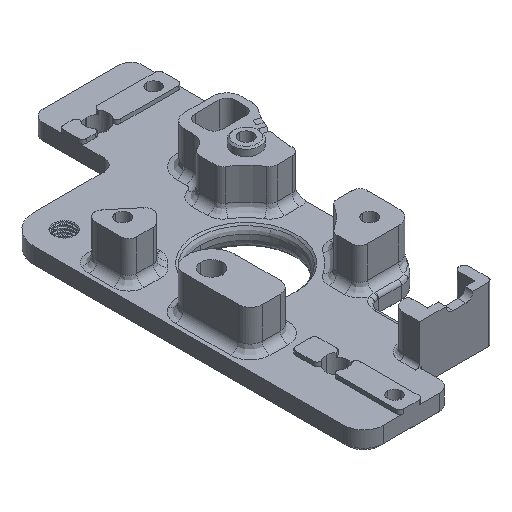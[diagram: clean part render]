
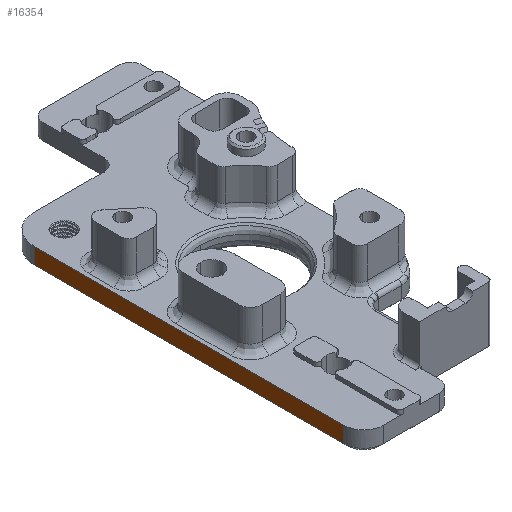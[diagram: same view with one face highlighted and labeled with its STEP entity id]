
A CAD part, isometric view. The second image highlights one B-rep face of the part: STEP entity #16354.
In plain terms, the highlighted planar face has unit normal (-1, 0, 0).
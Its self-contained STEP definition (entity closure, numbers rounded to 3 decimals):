
#5 = LINE ( 'NONE', #17221, #11232 ) ;
#325 = LINE ( 'NONE', #9501, #1698 ) ;
#556 = VERTEX_POINT ( 'NONE', #8943 ) ;
#641 = VECTOR ( 'NONE', #17430, 1000. ) ;
#1625 = VERTEX_POINT ( 'NONE', #7291 ) ;
#1698 = VECTOR ( 'NONE', #15800, 1000. ) ;
#2037 = EDGE_LOOP ( 'NONE', ( #9857, #15185, #5293, #10252 ) ) ;
#4184 = DIRECTION ( 'NONE',  ( -1., 0., 0. ) ) ;
#4456 = EDGE_CURVE ( 'NONE', #556, #17912, #15887, .T. ) ;
#4587 = LINE ( 'NONE', #13986, #17278 ) ;
#5293 = ORIENTED_EDGE ( 'NONE', *, *, #4456, .F. ) ;
#5315 = FACE_OUTER_BOUND ( 'NONE', #2037, .T. ) ;
#6308 = EDGE_CURVE ( 'NONE', #19842, #17912, #5, .T. ) ;
#6466 = DIRECTION ( 'NONE',  ( 0., 0., -1. ) ) ;
#7291 = CARTESIAN_POINT ( 'NONE',  ( 32.077, -46.477, -21.388 ) ) ;
#7606 = CARTESIAN_POINT ( 'NONE',  ( 32.077, 31.197, -25.388 ) ) ;
#7729 = AXIS2_PLACEMENT_3D ( 'NONE', #16369, #4184, #8923 ) ;
#7931 = EDGE_CURVE ( 'NONE', #1625, #556, #325, .T. ) ;
#8923 = DIRECTION ( 'NONE',  ( 0., 0., 1. ) ) ;
#8943 = CARTESIAN_POINT ( 'NONE',  ( 32.077, -46.477, -25.388 ) ) ;
#9501 = CARTESIAN_POINT ( 'NONE',  ( 32.077, -46.477, -19.752 ) ) ;
#9857 = ORIENTED_EDGE ( 'NONE', *, *, #11921, .T. ) ;
#10252 = ORIENTED_EDGE ( 'NONE', *, *, #7931, .F. ) ;
#11232 = VECTOR ( 'NONE', #6466, 1000. ) ;
#11608 = PLANE ( 'NONE',  #7729 ) ;
#11921 = EDGE_CURVE ( 'NONE', #1625, #19842, #4587, .T. ) ;
#13986 = CARTESIAN_POINT ( 'NONE',  ( 32.077, 31.197, -21.388 ) ) ;
#15185 = ORIENTED_EDGE ( 'NONE', *, *, #6308, .T. ) ;
#15800 = DIRECTION ( 'NONE',  ( 0., 0., -1. ) ) ;
#15887 = LINE ( 'NONE', #17633, #641 ) ;
#16354 = ADVANCED_FACE ( 'NONE', ( #5315 ), #11608, .T. ) ;
#16369 = CARTESIAN_POINT ( 'NONE',  ( 32.077, 31.197, -27.988 ) ) ;
#17221 = CARTESIAN_POINT ( 'NONE',  ( 32.077, 31.197, -27.988 ) ) ;
#17278 = VECTOR ( 'NONE', #18629, 1000. ) ;
#17430 = DIRECTION ( 'NONE',  ( 0., 1., 0. ) ) ;
#17633 = CARTESIAN_POINT ( 'NONE',  ( 32.077, 16.099, -25.388 ) ) ;
#17912 = VERTEX_POINT ( 'NONE', #7606 ) ;
#18629 = DIRECTION ( 'NONE',  ( 0., 1., 0. ) ) ;
#19842 = VERTEX_POINT ( 'NONE', #20210 ) ;
#20210 = CARTESIAN_POINT ( 'NONE',  ( 32.077, 31.197, -21.388 ) ) ;
